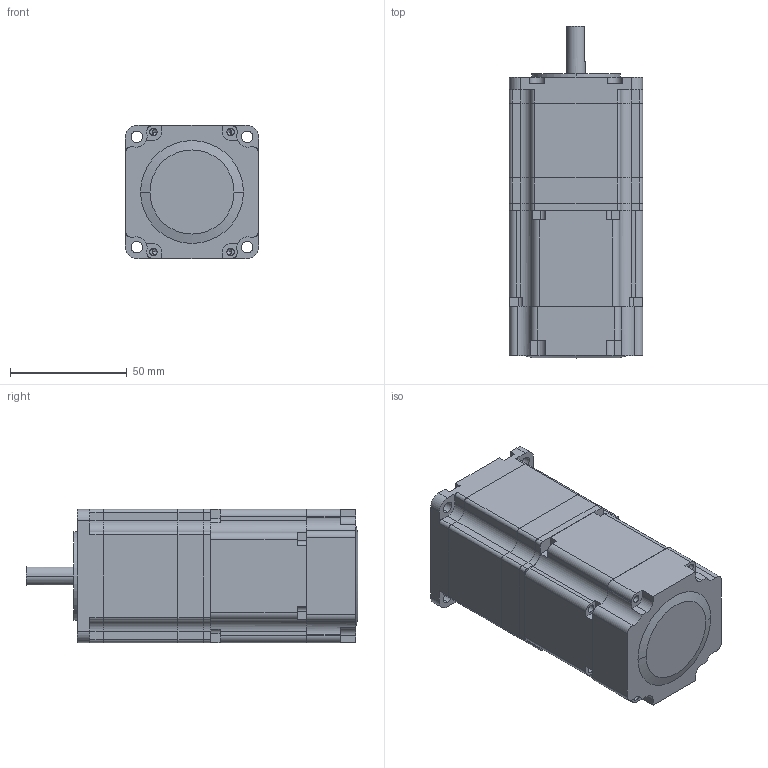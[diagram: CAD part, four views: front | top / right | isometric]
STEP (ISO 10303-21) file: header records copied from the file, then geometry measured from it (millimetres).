
FILE_DESCRIPTION (( 'STEP AP214' ), '1' );
FILE_NAME ('57AM13ED-Z2.STEP', '2022-07-28T00:53:35', ( '' ), ( '' ), 'SwSTEP 2.0', 'SolidWorks 2020', '' );
FILE_SCHEMA (( 'AUTOMOTIVE_DESIGN' ));
Length unit declared in the file: millimetre
Products named in the file (8): 57HS55-Z8D33-010; M22; 隅赽H32; 57DG-C-007平行孔塑料; 57DG-C-006; 57DG-A-002; 57DG-B-034; 57AM13ED-Z2
Assembly tree (7 placements, depth 2):
  57AM13ED-Z2
    57DG-A-002
    57DG-B-034
    57DG-C-006
    57DG-C-007平行孔塑料
    57HS55-Z8D33-010
    M22
    隅赽H32
Bounding box: 57 x 142 x 57 mm (x, y, z)
Volume: 180599.6 mm3; surface area: 84582.4 mm2
Topology: 8 solids, 8 shells, 463 faces, 1269 edges, 830 vertices
Faces by surface type: cylinder 246, plane 186, cone 18, bspline 9, torus 4
Entity records: 17289 total; most frequent: CARTESIAN_POINT 4496, DIRECTION 2602, ORIENTED_EDGE 2514, EDGE_CURVE 1257, AXIS2_PLACEMENT_3D 953, VERTEX_POINT 830, VECTOR 696, LINE 696
